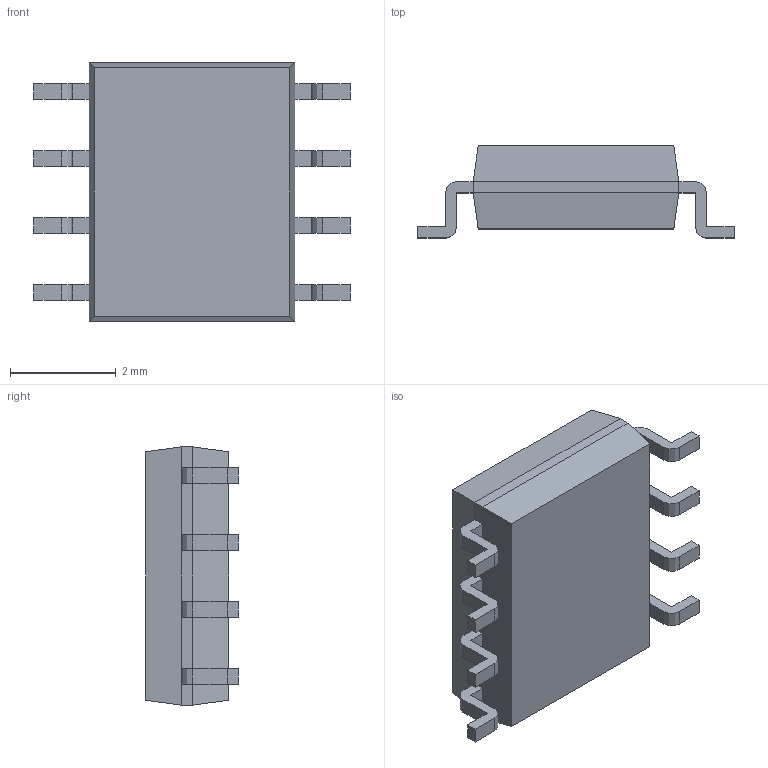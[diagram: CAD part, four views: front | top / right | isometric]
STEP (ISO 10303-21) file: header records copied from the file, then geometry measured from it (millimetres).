
FILE_DESCRIPTION(('FreeCAD Model'),'2;1');
FILE_NAME('Open CASCADE Shape Model','2025-09-25T02:30:35',(''),(''), 'Open CASCADE STEP processor 7.8','FreeCAD','Unknown');
FILE_SCHEMA(('AUTOMOTIVE_DESIGN { 1 0 10303 214 1 1 1 1 }'));
Length unit declared in the file: millimetre
Products named in the file (9): SOIC_standard; Array; Body001 (Mirror #1); Array001; Body001; Body; Body003; XY-plane; X-axis
Assembly tree (36 placements, depth 3):
  SOIC_standard
    Array
      Body001 (Mirror #1)  x4
    Array001
      Body001  x4
    Body
    Body003
    XY-plane  x12
    X-axis  x12
Bounding box: 6 x 1.75 x 4.9 mm (x, y, z)
Volume: 29.9 mm3; surface area: 78.5 mm2
Topology: 10 solids, 10 shells, 115 faces, 286 edges, 180 vertices
Faces by surface type: plane 97, cylinder 18
Full cylindrical faces by diameter (mm): 0.39 x2
Entity records: 1577 total; most frequent: DIRECTION 267, CARTESIAN_POINT 235, ORIENTED_EDGE 188, EDGE_CURVE 94, AXIS2_PLACEMENT_3D 92, LINE 83, VECTOR 83, VERTEX_POINT 60
